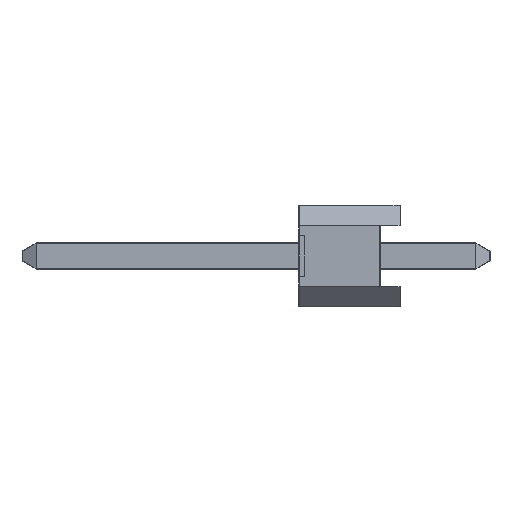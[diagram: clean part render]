
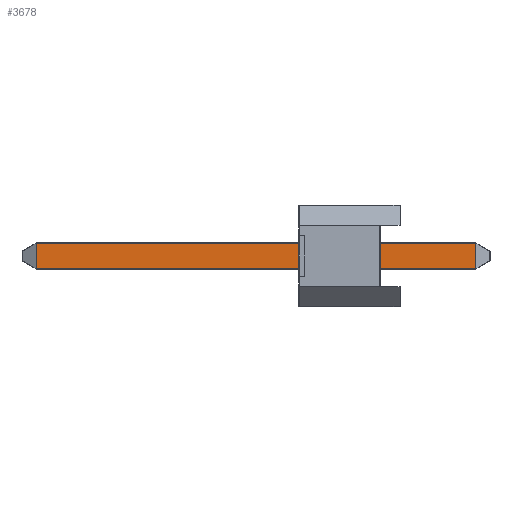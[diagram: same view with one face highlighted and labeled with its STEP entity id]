
A CAD part, left-side view. The second image highlights one B-rep face of the part: STEP entity #3678.
In plain terms, the highlighted planar face has unit normal (-1, 0, 0).
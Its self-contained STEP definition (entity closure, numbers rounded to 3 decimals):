
#26 = DIRECTION ( 'NONE',  ( 0., 0., -1. ) ) ;
#176 = EDGE_CURVE ( 'NONE', #3346, #2175, #1408, .T. ) ;
#231 = EDGE_LOOP ( 'NONE', ( #1858, #2301, #481, #2474 ) ) ;
#331 = CARTESIAN_POINT ( 'NONE',  ( -0.32, 11.5, -0.31 ) ) ;
#338 = CARTESIAN_POINT ( 'NONE',  ( -0.32, 11.154, -0.32 ) ) ;
#454 = EDGE_CURVE ( 'NONE', #1934, #3346, #3197, .T. ) ;
#481 = ORIENTED_EDGE ( 'NONE', *, *, #454, .T. ) ;
#527 = CARTESIAN_POINT ( 'NONE',  ( -0.32, 0.346, -0.32 ) ) ;
#552 = VECTOR ( 'NONE', #3357, 1000. ) ;
#576 = LINE ( 'NONE', #338, #2897 ) ;
#595 = EDGE_CURVE ( 'NONE', #2175, #1049, #576, .T. ) ;
#868 = DIRECTION ( 'NONE',  ( 0., 0., -1. ) ) ;
#950 = CARTESIAN_POINT ( 'NONE',  ( -0.32, 11.154, 0.31 ) ) ;
#1049 = VERTEX_POINT ( 'NONE', #2239 ) ;
#1408 = LINE ( 'NONE', #1683, #2297 ) ;
#1462 = PLANE ( 'NONE',  #1987 ) ;
#1484 = FACE_OUTER_BOUND ( 'NONE', #231, .T. ) ;
#1683 = CARTESIAN_POINT ( 'NONE',  ( -0.32, 11.5, 0.31 ) ) ;
#1756 = DIRECTION ( 'NONE',  ( 1., 0., 0. ) ) ;
#1858 = ORIENTED_EDGE ( 'NONE', *, *, #595, .T. ) ;
#1934 = VERTEX_POINT ( 'NONE', #3157 ) ;
#1987 = AXIS2_PLACEMENT_3D ( 'NONE', #3206, #1756, #26 ) ;
#2028 = DIRECTION ( 'NONE',  ( 0., 0., 1. ) ) ;
#2175 = VERTEX_POINT ( 'NONE', #950 ) ;
#2185 = LINE ( 'NONE', #331, #552 ) ;
#2203 = VECTOR ( 'NONE', #2028, 1000. ) ;
#2239 = CARTESIAN_POINT ( 'NONE',  ( -0.32, 11.154, -0.31 ) ) ;
#2297 = VECTOR ( 'NONE', #2606, 1000. ) ;
#2301 = ORIENTED_EDGE ( 'NONE', *, *, #3052, .T. ) ;
#2474 = ORIENTED_EDGE ( 'NONE', *, *, #176, .T. ) ;
#2606 = DIRECTION ( 'NONE',  ( 0., 1., 0. ) ) ;
#2897 = VECTOR ( 'NONE', #868, 1000. ) ;
#3052 = EDGE_CURVE ( 'NONE', #1049, #1934, #2185, .T. ) ;
#3157 = CARTESIAN_POINT ( 'NONE',  ( -0.32, 0.346, -0.31 ) ) ;
#3197 = LINE ( 'NONE', #527, #2203 ) ;
#3206 = CARTESIAN_POINT ( 'NONE',  ( -0.32, 11.5, -0.32 ) ) ;
#3213 = CARTESIAN_POINT ( 'NONE',  ( -0.32, 0.346, 0.31 ) ) ;
#3346 = VERTEX_POINT ( 'NONE', #3213 ) ;
#3357 = DIRECTION ( 'NONE',  ( 0., -1., 0. ) ) ;
#3678 = ADVANCED_FACE ( 'NONE', ( #1484 ), #1462, .F. ) ;
